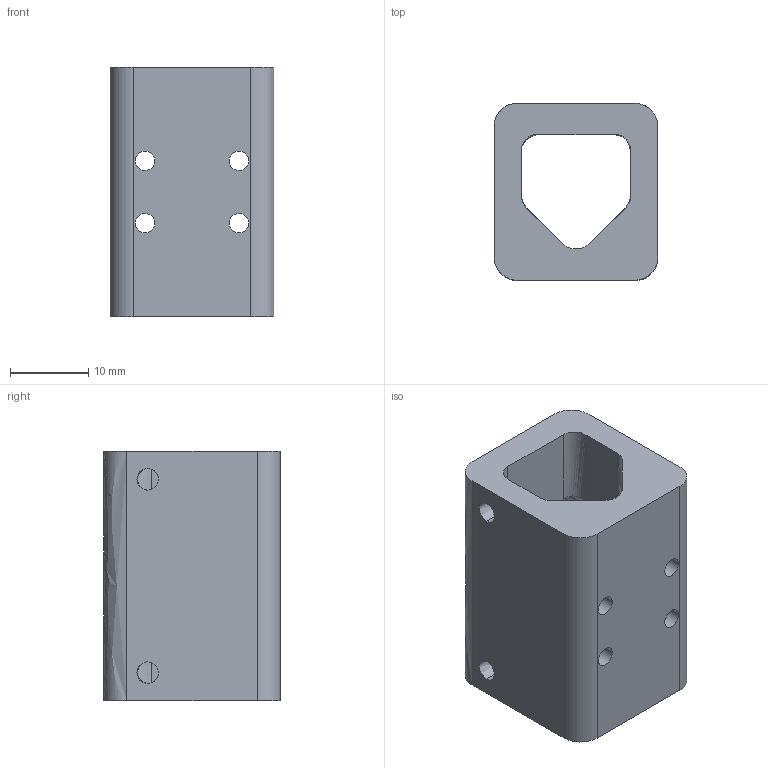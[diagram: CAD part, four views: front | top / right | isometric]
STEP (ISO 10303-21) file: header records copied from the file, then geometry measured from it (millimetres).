
FILE_DESCRIPTION(/* description */ (''),/* implementation_level */ '2;1');
FILE_NAME(/* name */ 'PenHolder',/* time_stamp */ '2020-10-16T14:04:04-07:00',/* author */ (''),/* organization */ (''),/* preprocessor_version */ 'ST-DEVELOPER v15',/* originating_system */ '',/* authorisation */ '');
FILE_SCHEMA (('AUTOMOTIVE_DESIGN'));
Length unit declared in the file: millimetre
Products named in the file (1): Document
Bounding box: 21 x 22.66 x 32 mm (x, y, z)
Volume: 8894 mm3; surface area: 5287.8 mm2
Topology: 1 solids, 1 shells, 64 faces, 210 edges, 134 vertices
Faces by surface type: bspline 62, plane 2
Entity records: 2647 total; most frequent: CARTESIAN_POINT 1564, ORIENTED_EDGE 420, EDGE_CURVE 210, VERTEX_POINT 134, B_SPLINE_CURVE_WITH_KNOTS 76, EDGE_LOOP 74, ADVANCED_FACE 64, FACE_OUTER_BOUND 64
